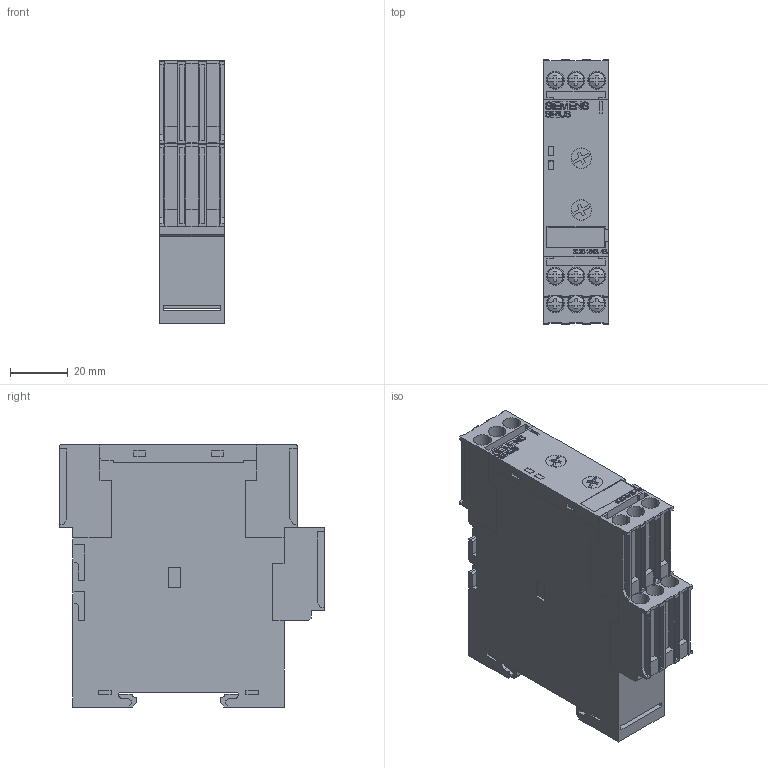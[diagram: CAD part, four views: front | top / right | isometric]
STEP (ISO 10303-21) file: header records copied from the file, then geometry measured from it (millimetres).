
FILE_DESCRIPTION(('STEP AP214'),'1');
FILE_NAME('cctmp_1CE89261-6F98-4D45-8A71-045539FB2176_2023_08_15_13_08_36_0659..stp','2023-08-15T11:08:38',('SIEMENS A&D'),('CADClick - www.CADClick.com'),'Spatial InterOp 3D postprocessed',' ','unknown authorization');
FILE_SCHEMA(('AUTOMOTIVE_DESIGN'));
Length unit declared in the file: millimetre
Products named in the file (3): cc_unnamed; 2023_08_15_13_08_36_0591; 2023_08_15_13_08_36_0587
Assembly tree (2 placements, depth 2):
  cc_unnamed
    2023_08_15_13_08_36_0591
    2023_08_15_13_08_36_0587
Bounding box: 22.5 x 91.9 x 91 mm (x, y, z)
Volume: 152832.6 mm3; surface area: 34121.4 mm2
Topology: 2 solids, 2 shells, 1144 faces, 3177 edges, 2114 vertices
Faces by surface type: plane 727, cylinder 222, bspline 195
Entity records: 49480 total; most frequent: CARTESIAN_POINT 17781, ORIENTED_EDGE 6354, DIRECTION 5015, EDGE_CURVE 3177, LINE 2355, VECTOR 2355, VERTEX_POINT 2114, AXIS2_PLACEMENT_3D 1330
